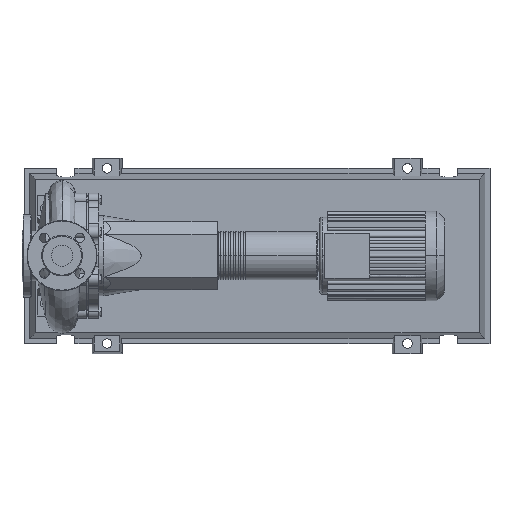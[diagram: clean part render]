
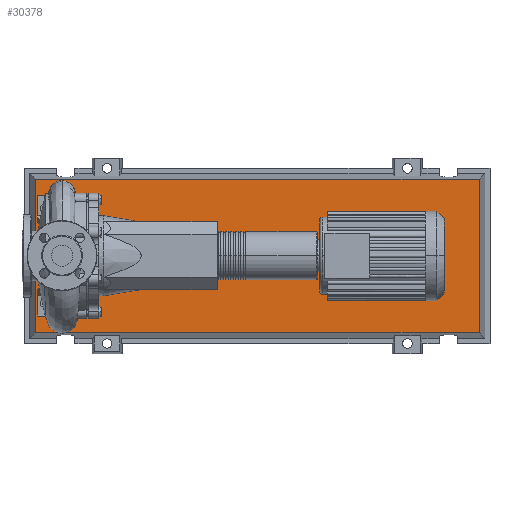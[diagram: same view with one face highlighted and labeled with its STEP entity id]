
A CAD part, top view. The second image highlights one B-rep face of the part: STEP entity #30378.
In plain terms, the highlighted planar face has unit normal (0, 0, 1).
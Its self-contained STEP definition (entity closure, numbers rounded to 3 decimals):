
#30059=CARTESIAN_POINT('',(833.292,-153.292,83.0));
#30060=VERTEX_POINT('',#30059);
#30067=CARTESIAN_POINT('',(-53.292,-153.292,83.0));
#30068=VERTEX_POINT('',#30067);
#30069=CARTESIAN_POINT('',(833.292,-153.292,83.0));
#30070=DIRECTION('',(-1.0,0.0,0.0));
#30071=VECTOR('',#30070,886.584);
#30072=LINE('',#30069,#30071);
#30073=EDGE_CURVE('',#30060,#30068,#30072,.T.);
#30291=CARTESIAN_POINT('',(833.292,153.292,83.0));
#30292=VERTEX_POINT('',#30291);
#30293=CARTESIAN_POINT('',(833.292,153.292,83.0));
#30294=DIRECTION('',(0.0,-1.0,0.0));
#30295=VECTOR('',#30294,306.584);
#30296=LINE('',#30293,#30295);
#30297=EDGE_CURVE('',#30292,#30060,#30296,.T.);
#30315=CARTESIAN_POINT('',(-53.292,153.292,83.0));
#30316=VERTEX_POINT('',#30315);
#30317=CARTESIAN_POINT('',(-53.292,-153.292,83.0));
#30318=DIRECTION('',(0.0,1.0,0.0));
#30319=VECTOR('',#30318,306.584);
#30320=LINE('',#30317,#30319);
#30321=EDGE_CURVE('',#30068,#30316,#30320,.T.);
#30354=CARTESIAN_POINT('',(-53.292,153.292,83.0));
#30355=DIRECTION('',(1.0,0.0,0.0));
#30356=VECTOR('',#30355,886.584);
#30357=LINE('',#30354,#30356);
#30358=EDGE_CURVE('',#30316,#30292,#30357,.T.);
#30367=CARTESIAN_POINT('',(390.,0.,83.0));
#30368=DIRECTION('',(0.0,0.0,1.0));
#30369=DIRECTION('',(1.0,0.0,0.0));
#30370=AXIS2_PLACEMENT_3D('',#30367,#30368,#30369);
#30371=PLANE('',#30370);
#30372=ORIENTED_EDGE('',*,*,#30297,.F.);
#30373=ORIENTED_EDGE('',*,*,#30358,.F.);
#30374=ORIENTED_EDGE('',*,*,#30321,.F.);
#30375=ORIENTED_EDGE('',*,*,#30073,.F.);
#30376=EDGE_LOOP('',(#30372,#30373,#30374,#30375));
#30377=FACE_OUTER_BOUND('',#30376,.T.);
#30378=ADVANCED_FACE('',(#30377),#30371,.T.);
